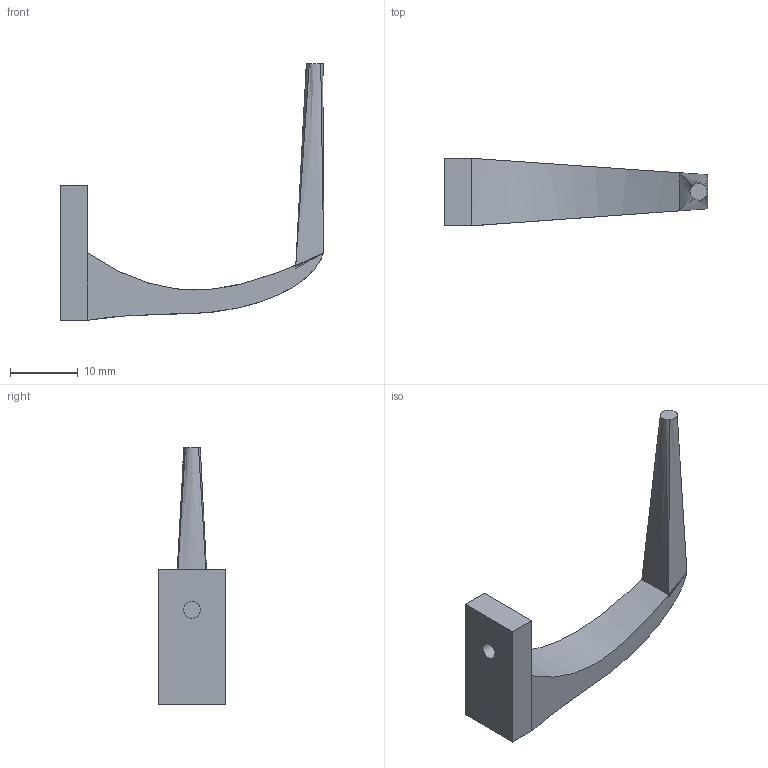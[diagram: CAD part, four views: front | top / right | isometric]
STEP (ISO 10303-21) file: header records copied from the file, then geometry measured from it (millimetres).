
FILE_DESCRIPTION(/* description */ (''),/* implementation_level */ '2;1');
FILE_NAME(/* name */ 'Potato Wall Hook v1.stp',/* time_stamp */ '2025-09-12T00:19:06+02:00',/* author */ (''),/* organization */ (''),/* preprocessor_version */ 'ST-DEVELOPER v20.1',/* originating_system */ 'Autodesk Translation Framework v14.10.0.0',/* authorisation */ '');
FILE_SCHEMA (('AUTOMOTIVE_DESIGN { 1 0 10303 214 3 1 1 }'));
Length unit declared in the file: millimetre
Products named in the file (1): Potato Wall Hook
Bounding box: 39 x 10 x 38 mm (x, y, z)
Volume: 2340 mm3; surface area: 1782.3 mm2
Topology: 1 solids, 1 shells, 22 faces, 48 edges, 30 vertices
Faces by surface type: plane 11, bspline 10, cylinder 1
Full cylindrical faces by diameter (mm): 2.5 x1
Entity records: 905 total; most frequent: CARTESIAN_POINT 433, ORIENTED_EDGE 96, DIRECTION 69, EDGE_CURVE 48, LINE 31, VECTOR 31, VERTEX_POINT 30, EDGE_LOOP 26
